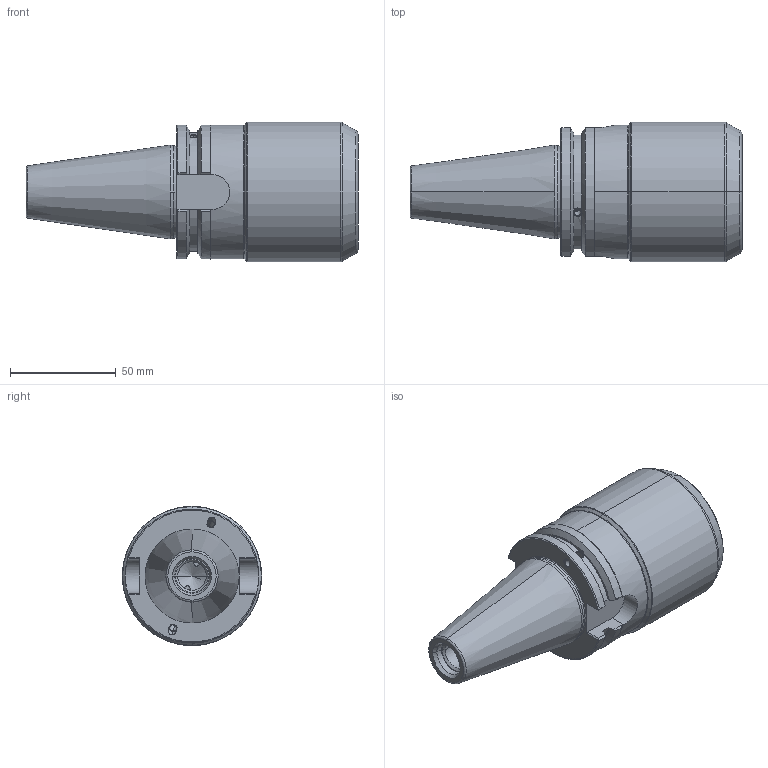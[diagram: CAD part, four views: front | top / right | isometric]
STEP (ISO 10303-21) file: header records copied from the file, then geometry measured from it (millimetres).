
FILE_DESCRIPTION((''),'2;1');
FILE_NAME('CAT40ADB-HC1S-3_52-154100','2018-07-06T',('user'),(''),'PRO/ENGINEER BY PARAMETRIC TECHNOLOGY CORPORATION, 2015200','PRO/ENGINEER BY PARAMETRIC TECHNOLOGY CORPORATION, 2015200','');
FILE_SCHEMA(('CONFIG_CONTROL_DESIGN'));
Length unit declared in the file: millimetre
Products named in the file (1): CAT40ADB-HC1S-3_52-154100
Bounding box: 157.15 x 66 x 66 mm (x, y, z)
Volume: 304702.6 mm3; surface area: 41498.4 mm2
Topology: 1 solids, 6 shells, 161 faces, 436 edges, 276 vertices
Faces by surface type: cylinder 60, plane 57, cone 24, torus 16, bspline 4
Entity records: 5589 total; most frequent: CARTESIAN_POINT 1601, DIRECTION 816, ORIENTED_EDGE 816, EDGE_CURVE 428, AXIS2_PLACEMENT_3D 322, VERTEX_POINT 276, EDGE_LOOP 176, VECTOR 172
